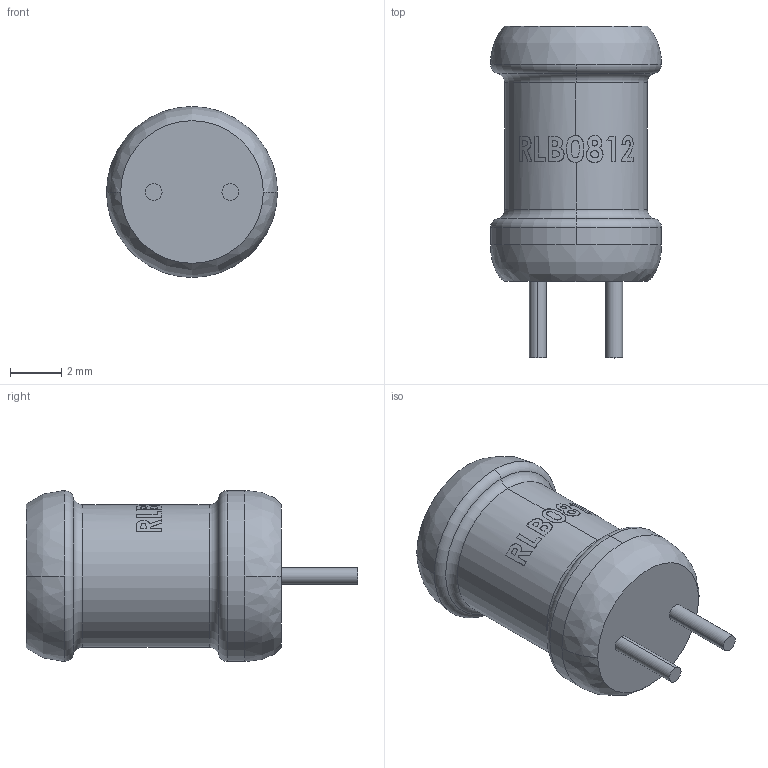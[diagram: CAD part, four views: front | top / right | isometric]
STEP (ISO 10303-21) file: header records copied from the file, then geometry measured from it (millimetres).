
FILE_DESCRIPTION (( 'STEP AP214' ), '1' );
FILE_NAME ('User Library-RLB 0812.STEP', '2021-03-23T13:55:34', ( '' ), ( '' ), 'SwSTEP 2.0', 'SolidWorks 2018', '' );
FILE_SCHEMA (( 'AUTOMOTIVE_DESIGN' ));
Length unit declared in the file: millimetre
Products named in the file (1): User Library-RLB 0812
Bounding box: 6.7 x 13 x 6.7 mm (x, y, z)
Volume: 284 mm3; surface area: 265.1 mm2
Topology: 1 solids, 1 shells, 121 faces, 305 edges, 200 vertices
Faces by surface type: bspline 54, plane 38, cylinder 21, torus 8
Entity records: 8037 total; most frequent: CARTESIAN_POINT 4242, ORIENTED_EDGE 610, DIRECTION 356, EDGE_CURVE 305, VERTEX_POINT 200, B_SPLINE_CURVE_WITH_KNOTS 165, AXIS2_PLACEMENT_3D 148, EDGE_LOOP 135
